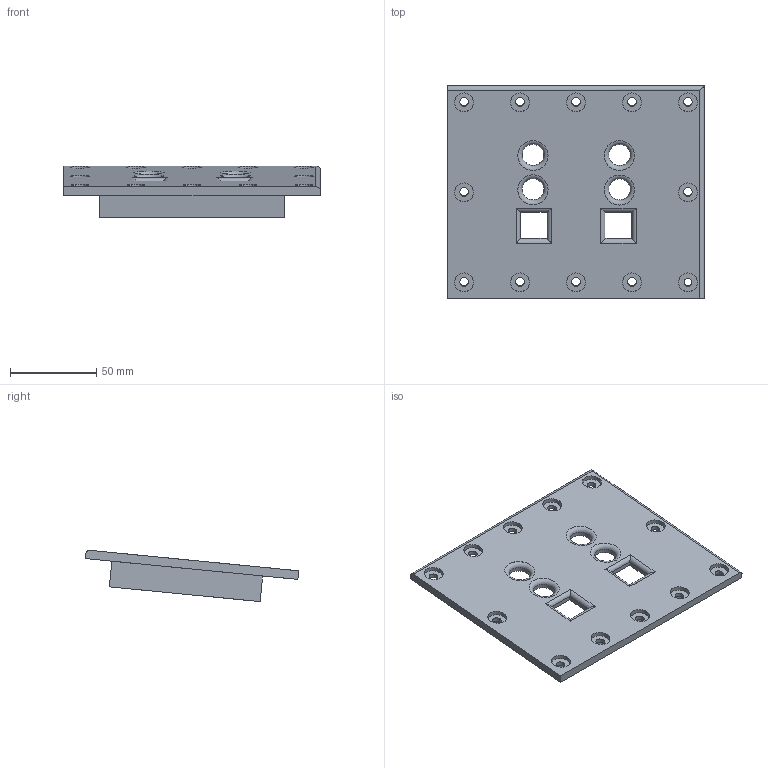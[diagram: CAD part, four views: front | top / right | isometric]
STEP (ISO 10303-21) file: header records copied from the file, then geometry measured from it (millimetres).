
FILE_DESCRIPTION(/* description */ (''),/* implementation_level */ '2;1');
FILE_NAME(/* name */ 'Misc-Up-up.step',/* time_stamp */ '2025-12-01T21:09:26+01:00',/* author */ (''),/* organization */ (''),/* preprocessor_version */ 'ST-DEVELOPER v20.1',/* originating_system */ 'Autodesk Translation Framework v14.17.0.0',/* authorisation */ '');
FILE_SCHEMA (('AUTOMOTIVE_DESIGN { 1 0 10303 214 3 1 1 }'));
Length unit declared in the file: millimetre
Products named in the file (2): PreSonus StudioLive_16.0.2; misc-front-module (1)
Assembly tree (1 placements, depth 2):
  PreSonus StudioLive_16.0.2
    misc-front-module (1)
Bounding box: 149 x 123.9 x 29.74 mm (x, y, z)
Volume: 107466 mm3; surface area: 51107.7 mm2
Topology: 1 solids, 1 shells, 147 faces, 354 edges, 229 vertices
Faces by surface type: cylinder 65, plane 54, bspline 24, torus 4
Full cylindrical faces by diameter (mm): 1.5 x7, 11 x12, 12.5 x4, 17.5 x4
Entity records: 4730 total; most frequent: CARTESIAN_POINT 1213, ORIENTED_EDGE 708, DIRECTION 687, EDGE_CURVE 354, AXIS2_PLACEMENT_3D 255, VERTEX_POINT 229, EDGE_LOOP 207, LINE 177
